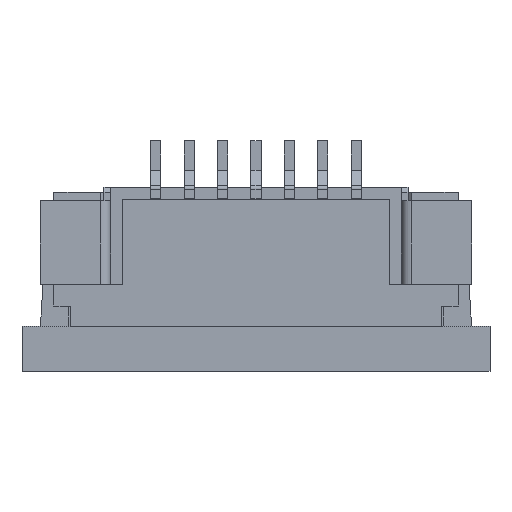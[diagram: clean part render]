
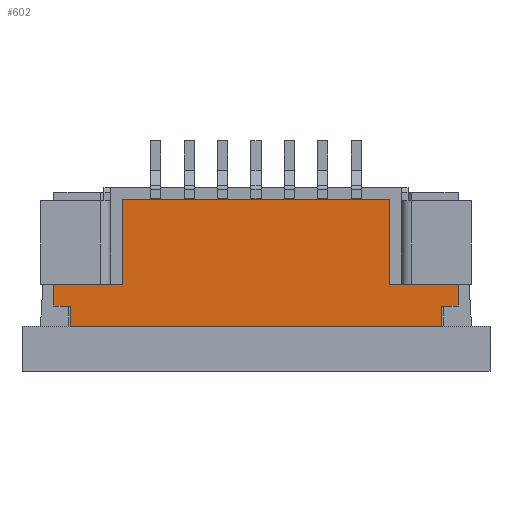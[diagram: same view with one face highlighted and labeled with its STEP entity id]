
A CAD part, top view. The second image highlights one B-rep face of the part: STEP entity #602.
In plain terms, the highlighted planar face has unit normal (0, 0, 1).
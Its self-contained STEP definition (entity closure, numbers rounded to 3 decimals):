
#602=ADVANCED_FACE('',(#3158),#3160,.T.);
#3158=FACE_BOUND('',#3159,.T.);
#3159=EDGE_LOOP('',(#5182,#5183,#5184,#5185,#5186,#5187,#5188,#5189,#5190,#5191,
#5192,#5193));
#3160=PLANE('',#3161);
#3161=AXIS2_PLACEMENT_3D('',#3162,#3163,#3164);
#3162=CARTESIAN_POINT('',(6.05,1.35,2.45));
#3163=DIRECTION('',(0.,-0.,1.));
#3164=DIRECTION('',(0.,1.,0.));
#5182=ORIENTED_EDGE('',*,*,#6731,.T.);
#5183=ORIENTED_EDGE('',*,*,#6733,.T.);
#5184=ORIENTED_EDGE('',*,*,#6734,.T.);
#5185=ORIENTED_EDGE('',*,*,#6735,.T.);
#5186=ORIENTED_EDGE('',*,*,#6736,.T.);
#5187=ORIENTED_EDGE('',*,*,#6737,.T.);
#5188=ORIENTED_EDGE('',*,*,#6738,.T.);
#5189=ORIENTED_EDGE('',*,*,#6739,.F.);
#5190=ORIENTED_EDGE('',*,*,#6740,.T.);
#5191=ORIENTED_EDGE('',*,*,#6741,.T.);
#5192=ORIENTED_EDGE('',*,*,#6692,.F.);
#5193=ORIENTED_EDGE('',*,*,#6683,.T.);
#6683=EDGE_CURVE('',#7552,#7562,#7564,.F.);
#6692=EDGE_CURVE('',#7552,#7580,#7581,.T.);
#6731=EDGE_CURVE('',#7562,#7652,#7653,.T.);
#6733=EDGE_CURVE('',#7652,#7655,#7656,.T.);
#6734=EDGE_CURVE('',#7655,#7657,#7658,.F.);
#6735=EDGE_CURVE('',#7657,#7659,#7660,.F.);
#6736=EDGE_CURVE('',#7659,#7661,#7662,.F.);
#6737=EDGE_CURVE('',#7661,#7663,#7664,.F.);
#6738=EDGE_CURVE('',#7663,#7665,#7666,.F.);
#6739=EDGE_CURVE('',#7667,#7665,#7668,.T.);
#6740=EDGE_CURVE('',#7667,#7669,#7670,.F.);
#6741=EDGE_CURVE('',#7669,#7580,#7671,.T.);
#7552=VERTEX_POINT('',#8814);
#7562=VERTEX_POINT('',#8834);
#7564=LINE('',#8838,#8839);
#7580=VERTEX_POINT('',#8872);
#7581=LINE('',#8873,#8874);
#7652=VERTEX_POINT('',#9022);
#7653=LINE('',#9023,#9024);
#7655=VERTEX_POINT('',#9029);
#7656=LINE('',#9030,#9031);
#7657=VERTEX_POINT('',#9033);
#7658=LINE('',#9034,#9035);
#7659=VERTEX_POINT('',#9037);
#7660=LINE('',#9038,#9039);
#7661=VERTEX_POINT('',#9041);
#7662=LINE('',#9042,#9043);
#7663=VERTEX_POINT('',#9045);
#7664=LINE('',#9046,#9047);
#7665=VERTEX_POINT('',#9049);
#7666=LINE('',#9050,#9051);
#7667=VERTEX_POINT('',#9053);
#7668=LINE('',#9054,#9055);
#7669=VERTEX_POINT('',#9057);
#7670=LINE('',#9058,#9059);
#7671=LINE('',#9061,#9062);
#8814=CARTESIAN_POINT('',(5.55,1.35,2.45));
#8834=CARTESIAN_POINT('',(5.55,1.95,2.45));
#8838=CARTESIAN_POINT('',(5.55,1.95,2.45));
#8839=VECTOR('',#8840,1.);
#8840=DIRECTION('',(0.,-1.,0.));
#8872=CARTESIAN_POINT('',(-5.55,1.35,2.45));
#8873=CARTESIAN_POINT('',(5.55,1.35,2.45));
#8874=VECTOR('',#8875,1.);
#8875=DIRECTION('',(-1.,0.,0.));
#9022=CARTESIAN_POINT('',(6.05,1.95,2.45));
#9023=CARTESIAN_POINT('',(5.55,1.95,2.45));
#9024=VECTOR('',#9025,1.);
#9025=DIRECTION('',(1.,0.,0.));
#9029=CARTESIAN_POINT('',(6.05,2.6,2.45));
#9030=CARTESIAN_POINT('',(6.05,1.95,2.45));
#9031=VECTOR('',#9032,1.);
#9032=DIRECTION('',(0.,1.,0.));
#9033=CARTESIAN_POINT('',(4.,2.6,2.45));
#9034=CARTESIAN_POINT('',(4.,2.6,2.45));
#9035=VECTOR('',#9036,1.);
#9036=DIRECTION('',(1.,0.,0.));
#9037=CARTESIAN_POINT('',(4.,5.15,2.45));
#9038=CARTESIAN_POINT('',(4.,5.15,2.45));
#9039=VECTOR('',#9040,1.);
#9040=DIRECTION('',(0.,-1.,0.));
#9041=CARTESIAN_POINT('',(-4.,5.15,2.45));
#9042=CARTESIAN_POINT('',(-4.,5.15,2.45));
#9043=VECTOR('',#9044,1.);
#9044=DIRECTION('',(1.,0.,0.));
#9045=CARTESIAN_POINT('',(-4.,2.6,2.45));
#9046=CARTESIAN_POINT('',(-4.,2.6,2.45));
#9047=VECTOR('',#9048,1.);
#9048=DIRECTION('',(0.,1.,0.));
#9049=CARTESIAN_POINT('',(-6.05,2.6,2.45));
#9050=CARTESIAN_POINT('',(-6.05,2.6,2.45));
#9051=VECTOR('',#9052,1.);
#9052=DIRECTION('',(1.,0.,0.));
#9053=CARTESIAN_POINT('',(-6.05,1.95,2.45));
#9054=CARTESIAN_POINT('',(-6.05,1.95,2.45));
#9055=VECTOR('',#9056,1.);
#9056=DIRECTION('',(0.,1.,0.));
#9057=CARTESIAN_POINT('',(-5.55,1.95,2.45));
#9058=CARTESIAN_POINT('',(-5.55,1.95,2.45));
#9059=VECTOR('',#9060,1.);
#9060=DIRECTION('',(-1.,0.,0.));
#9061=CARTESIAN_POINT('',(-5.55,1.95,2.45));
#9062=VECTOR('',#9063,1.);
#9063=DIRECTION('',(0.,-1.,0.));
